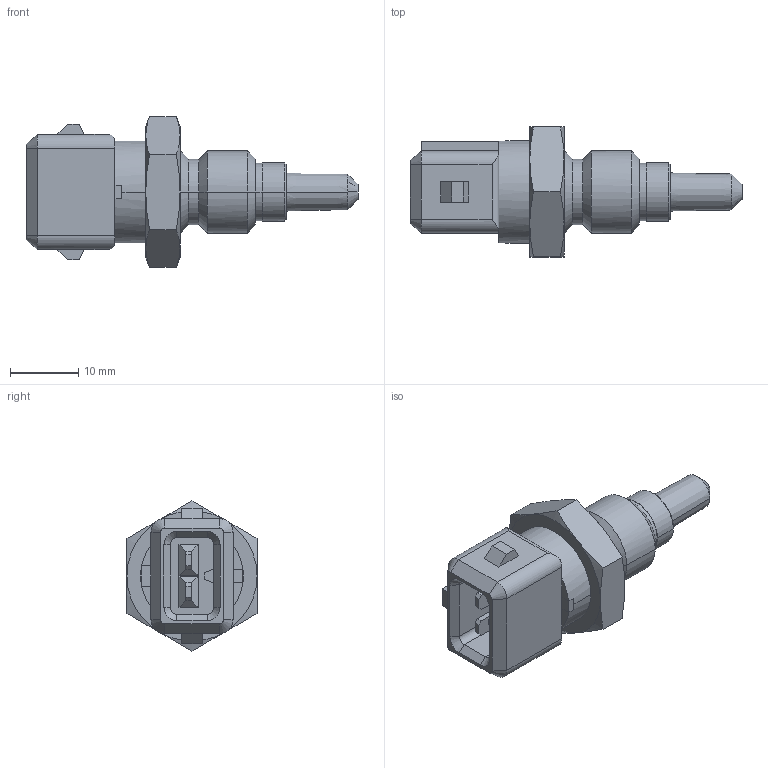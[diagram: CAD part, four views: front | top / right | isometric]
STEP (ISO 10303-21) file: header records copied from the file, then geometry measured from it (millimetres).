
FILE_DESCRIPTION(('CATIA V5 STEP Exchange'),'2;1');
FILE_NAME('NTC_M12-L.stp','2014-02-28T15:59:20+00:00',('none'),('none'),'CATIA Version 5 Release 19 SP 9 (IN-10)','CATIA V5 STEP AP214','none');
FILE_SCHEMA(('AUTOMOTIVE_DESIGN { 1 0 10303 214 1 1 1 1 }'));
Length unit declared in the file: millimetre
Products named in the file (1): NTC_M12-L
Bounding box: 48.5 x 19 x 21.94 mm (x, y, z)
Volume: 5848.7 mm3; surface area: 3048.8 mm2
Topology: 1 solids, 1 shells, 330 faces, 868 edges, 558 vertices
Faces by surface type: plane 268, cone 42, cylinder 20
Entity records: 12335 total; most frequent: CARTESIAN_POINT 2125, ORIENTED_EDGE 1736, DIRECTION 1391, EDGE_CURVE 868, VECTOR 730, LINE 730, VERTEX_POINT 558, AXIS2_PLACEMENT_3D 378
